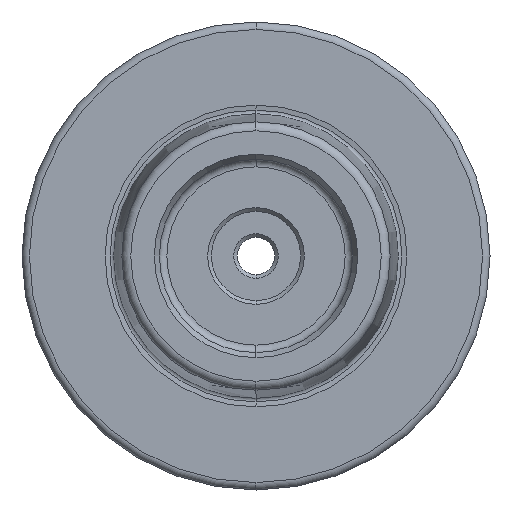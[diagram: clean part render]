
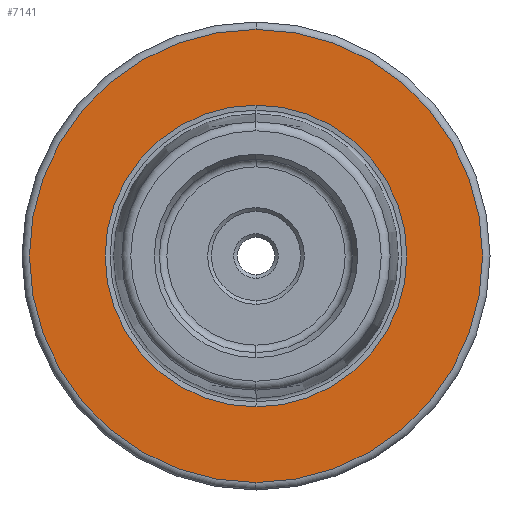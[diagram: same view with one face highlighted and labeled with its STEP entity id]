
A CAD part, left-side view. The second image highlights one B-rep face of the part: STEP entity #7141.
In plain terms, the highlighted planar face has unit normal (-1, 0, 0).
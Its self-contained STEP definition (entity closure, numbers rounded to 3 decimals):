
#659 = EDGE_LOOP ( 'NONE', ( #7922, #6853 ) ) ;
#714 = EDGE_LOOP ( 'NONE', ( #6484, #6485 ) ) ;
#2149 = AXIS2_PLACEMENT_3D ( 'NONE', #3417, #3385, #3377 ) ;
#2207 = AXIS2_PLACEMENT_3D ( 'NONE', #3803, #3804, #3826 ) ;
#2232 = AXIS2_PLACEMENT_3D ( 'NONE', #3859, #3882, #3862 ) ;
#2417 = EDGE_CURVE ( 'NONE', #7992, #7973, #7777, .T. ) ;
#2448 = EDGE_CURVE ( 'NONE', #7974, #7963, #7798, .T. ) ;
#2547 = AXIS2_PLACEMENT_3D ( 'NONE', #3030, #3014, #3031 ) ;
#2614 = AXIS2_PLACEMENT_3D ( 'NONE', #2901, #2871, #2883 ) ;
#2871 = DIRECTION ( 'NONE',  ( 1., 0., 0. ) ) ;
#2883 = DIRECTION ( 'NONE',  ( 0., 0., -1. ) ) ;
#2901 = CARTESIAN_POINT ( 'NONE',  ( 0., 0., 0. ) ) ;
#3014 = DIRECTION ( 'NONE',  ( -1., 0., 0. ) ) ;
#3030 = CARTESIAN_POINT ( 'NONE',  ( 0., 0., 0. ) ) ;
#3031 = DIRECTION ( 'NONE',  ( 0., 0., 1. ) ) ;
#3377 = DIRECTION ( 'NONE',  ( 0., 0., 1. ) ) ;
#3385 = DIRECTION ( 'NONE',  ( -1., 0., 0. ) ) ;
#3411 = PLANE ( 'NONE',  #2149 ) ;
#3417 = CARTESIAN_POINT ( 'NONE',  ( 0., 20.308, 0. ) ) ;
#3623 = CARTESIAN_POINT ( 'NONE',  ( 0., 0., -30.5 ) ) ;
#3624 = CARTESIAN_POINT ( 'NONE',  ( 0., 0., -20.308 ) ) ;
#3626 = CARTESIAN_POINT ( 'NONE',  ( 0., 0., 20.308 ) ) ;
#3689 = CARTESIAN_POINT ( 'NONE',  ( 0., 0., 30.5 ) ) ;
#3803 = CARTESIAN_POINT ( 'NONE',  ( 0., 0., 0. ) ) ;
#3804 = DIRECTION ( 'NONE',  ( 1., 0., 0. ) ) ;
#3826 = DIRECTION ( 'NONE',  ( 0., 0., -1. ) ) ;
#3859 = CARTESIAN_POINT ( 'NONE',  ( 0., 0., 0. ) ) ;
#3862 = DIRECTION ( 'NONE',  ( 0., 0., 1. ) ) ;
#3882 = DIRECTION ( 'NONE',  ( -1., 0., 0. ) ) ;
#6484 = ORIENTED_EDGE ( 'NONE', *, *, #2417, .T. ) ;
#6485 = ORIENTED_EDGE ( 'NONE', *, *, #11230, .T. ) ;
#6616 = CIRCLE ( 'NONE', #2207, 20.308 ) ;
#6623 = CIRCLE ( 'NONE', #2232, 30.5 ) ;
#6853 = ORIENTED_EDGE ( 'NONE', *, *, #11224, .T. ) ;
#7141 = ADVANCED_FACE ( 'NONE', ( #7611, #7565 ), #3411, .T. ) ;
#7565 = FACE_BOUND ( 'NONE', #659, .T. ) ;
#7611 = FACE_OUTER_BOUND ( 'NONE', #714, .T. ) ;
#7777 = CIRCLE ( 'NONE', #2547, 30.5 ) ;
#7798 = CIRCLE ( 'NONE', #2614, 20.308 ) ;
#7922 = ORIENTED_EDGE ( 'NONE', *, *, #2448, .T. ) ;
#7963 = VERTEX_POINT ( 'NONE', #3624 ) ;
#7973 = VERTEX_POINT ( 'NONE', #3623 ) ;
#7974 = VERTEX_POINT ( 'NONE', #3626 ) ;
#7992 = VERTEX_POINT ( 'NONE', #3689 ) ;
#11224 = EDGE_CURVE ( 'NONE', #7963, #7974, #6616, .T. ) ;
#11230 = EDGE_CURVE ( 'NONE', #7973, #7992, #6623, .T. ) ;
